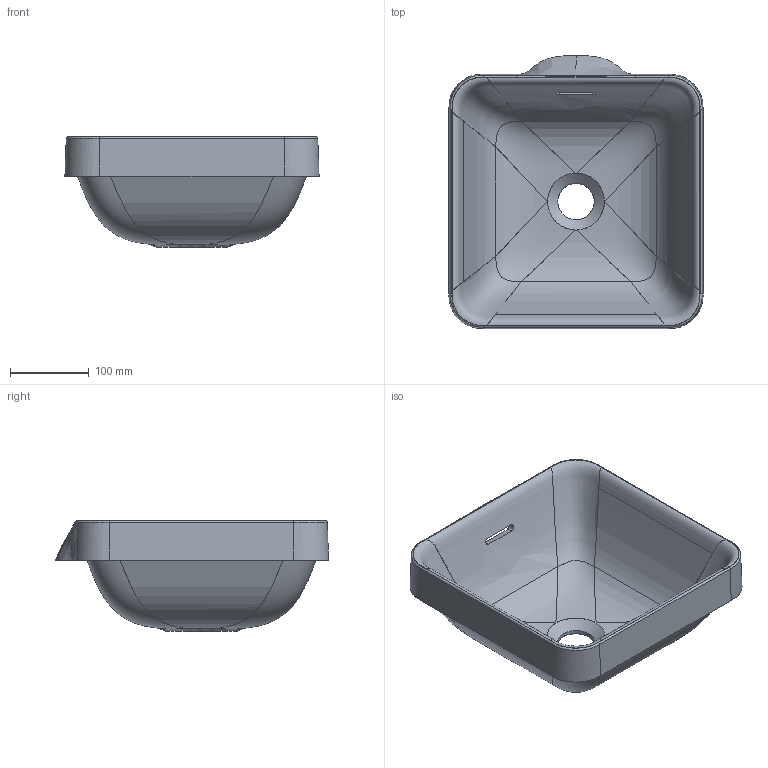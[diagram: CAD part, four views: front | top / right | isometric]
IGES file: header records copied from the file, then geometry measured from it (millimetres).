
Global section: file name: 80_7648_03_10_10_ASTI SQUARE 32x34.igs; native system: NX V8.5; preprocessor: SIEMENS PLM Software NX 8.5; date: 20201120.145939; units: millimetre
Bounding box: 321.89 x 345.89 x 140 mm (x, y, z)
Surface area: 380868.4 mm2 (no closed solid volume)
Topology: 0 solids, 0 shells, 126 faces, 1243 edges, 1239 vertices
Faces by surface type: bspline 120, offset 6
